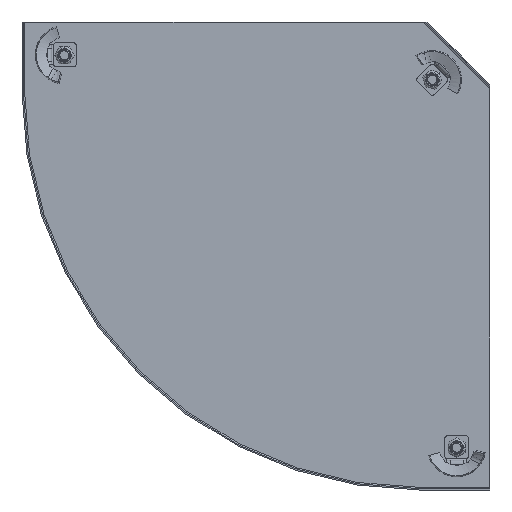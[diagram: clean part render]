
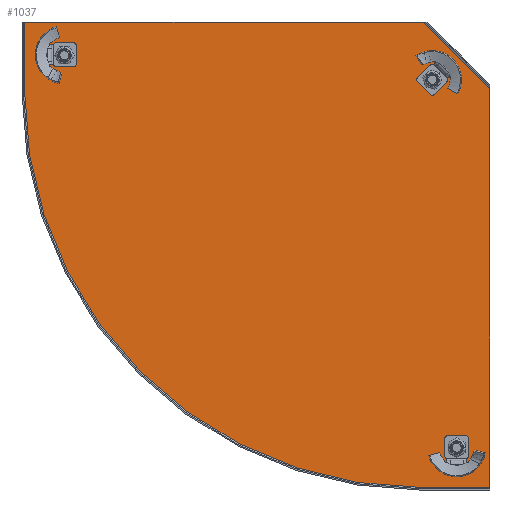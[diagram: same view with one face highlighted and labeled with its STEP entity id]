
A CAD part, front view. The second image highlights one B-rep face of the part: STEP entity #1037.
In plain terms, the highlighted planar face has unit normal (0, -1, 0).
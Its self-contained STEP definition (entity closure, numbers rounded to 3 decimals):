
#42 = EDGE_LOOP ( 'NONE', ( #4299, #6069 ) ) ;
#88 = CARTESIAN_POINT ( 'NONE',  ( 0., -1., -50. ) ) ;
#144 = CARTESIAN_POINT ( 'NONE',  ( -25., -1., -321.5 ) ) ;
#183 = DIRECTION ( 'NONE',  ( 0., 1., 0. ) ) ;
#230 = ORIENTED_EDGE ( 'NONE', *, *, #5427, .T. ) ;
#267 = PLANE ( 'NONE',  #5725 ) ;
#272 = AXIS2_PLACEMENT_3D ( 'NONE', #6550, #3012, #5932 ) ;
#273 = LINE ( 'NONE', #2167, #5476 ) ;
#305 = VERTEX_POINT ( 'NONE', #1164 ) ;
#354 = DIRECTION ( 'NONE',  ( 0., 0., -1. ) ) ;
#422 = CARTESIAN_POINT ( 'NONE',  ( -53., -1., -53. ) ) ;
#579 = CARTESIAN_POINT ( 'NONE',  ( -351.5, -1., 0. ) ) ;
#686 = EDGE_CURVE ( 'NONE', #7164, #2815, #5202, .T. ) ;
#788 = AXIS2_PLACEMENT_3D ( 'NONE', #5699, #7488, #6304 ) ;
#868 = ORIENTED_EDGE ( 'NONE', *, *, #5113, .F. ) ;
#1001 = DIRECTION ( 'NONE',  ( -1., 0., 0. ) ) ;
#1037 = ADVANCED_FACE ( 'NONE', ( #4005, #2478, #3556, #7599 ), #267, .F. ) ;
#1164 = CARTESIAN_POINT ( 'NONE',  ( 0., -1., -351.5 ) ) ;
#1165 = EDGE_CURVE ( 'NONE', #7246, #7120, #6045, .T. ) ;
#1223 = VECTOR ( 'NONE', #1869, 1000. ) ;
#1292 = CIRCLE ( 'NONE', #3297, 6.5 ) ;
#1375 = CARTESIAN_POINT ( 'NONE',  ( -321.5, -1., -25. ) ) ;
#1488 = ORIENTED_EDGE ( 'NONE', *, *, #1165, .F. ) ;
#1676 = VERTEX_POINT ( 'NONE', #6851 ) ;
#1686 = CARTESIAN_POINT ( 'NONE',  ( -25., -1., -321.5 ) ) ;
#1757 = CARTESIAN_POINT ( 'NONE',  ( -43.385, -1., -49.885 ) ) ;
#1869 = DIRECTION ( 'NONE',  ( 1., 0., 0. ) ) ;
#1916 = CARTESIAN_POINT ( 'NONE',  ( -25., -1., -315. ) ) ;
#2028 = CARTESIAN_POINT ( 'NONE',  ( -53., -1., -53. ) ) ;
#2042 = ORIENTED_EDGE ( 'NONE', *, *, #686, .T. ) ;
#2103 = VERTEX_POINT ( 'NONE', #7113 ) ;
#2123 = EDGE_CURVE ( 'NONE', #6100, #1676, #6121, .T. ) ;
#2162 = CARTESIAN_POINT ( 'NONE',  ( -25., -1., -25. ) ) ;
#2167 = CARTESIAN_POINT ( 'NONE',  ( 0., -1., -31.332 ) ) ;
#2233 = DIRECTION ( 'NONE',  ( 0., 1., 0. ) ) ;
#2280 = EDGE_CURVE ( 'NONE', #305, #5820, #7397, .T. ) ;
#2478 = FACE_BOUND ( 'NONE', #42, .T. ) ;
#2550 = CARTESIAN_POINT ( 'NONE',  ( -43.385, -1., -36.885 ) ) ;
#2555 = EDGE_LOOP ( 'NONE', ( #5727, #1488, #868, #6465, #6117, #7202 ) ) ;
#2721 = DIRECTION ( 'NONE',  ( 0., 1., 0. ) ) ;
#2786 = CARTESIAN_POINT ( 'NONE',  ( -351.5, -1., 0. ) ) ;
#2797 = VERTEX_POINT ( 'NONE', #88 ) ;
#2815 = VERTEX_POINT ( 'NONE', #1916 ) ;
#2832 = EDGE_CURVE ( 'NONE', #2797, #305, #273, .T. ) ;
#2845 = CARTESIAN_POINT ( 'NONE',  ( 0., -1., -351.5 ) ) ;
#2876 = EDGE_CURVE ( 'NONE', #1676, #6100, #6684, .T. ) ;
#2888 = DIRECTION ( 'NONE',  ( 0., 1., 0. ) ) ;
#2966 = CIRCLE ( 'NONE', #4514, 6.5 ) ;
#3012 = DIRECTION ( 'NONE',  ( 0., 1., 0. ) ) ;
#3212 = DIRECTION ( 'NONE',  ( 0., 1., 0. ) ) ;
#3250 = DIRECTION ( 'NONE',  ( 0., 0., 1. ) ) ;
#3297 = AXIS2_PLACEMENT_3D ( 'NONE', #1686, #2888, #3951 ) ;
#3451 = VECTOR ( 'NONE', #1001, 1000. ) ;
#3556 = FACE_BOUND ( 'NONE', #6321, .T. ) ;
#3864 = ORIENTED_EDGE ( 'NONE', *, *, #5414, .T. ) ;
#3886 = VERTEX_POINT ( 'NONE', #2550 ) ;
#3918 = AXIS2_PLACEMENT_3D ( 'NONE', #1375, #183, #7403 ) ;
#3951 = DIRECTION ( 'NONE',  ( 0., 0., 1. ) ) ;
#3980 = DIRECTION ( 'NONE',  ( 0., 0., 1. ) ) ;
#4005 = FACE_OUTER_BOUND ( 'NONE', #2555, .T. ) ;
#4200 = EDGE_CURVE ( 'NONE', #7120, #2797, #7200, .T. ) ;
#4299 = ORIENTED_EDGE ( 'NONE', *, *, #2123, .T. ) ;
#4514 = AXIS2_PLACEMENT_3D ( 'NONE', #5729, #2233, #6325 ) ;
#5021 = EDGE_CURVE ( 'NONE', #2815, #7164, #1292, .T. ) ;
#5113 = EDGE_CURVE ( 'NONE', #2103, #7246, #7471, .T. ) ;
#5202 = CIRCLE ( 'NONE', #7411, 6.5 ) ;
#5343 = CIRCLE ( 'NONE', #788, 6.5 ) ;
#5353 = VECTOR ( 'NONE', #3980, 1000. ) ;
#5414 = EDGE_CURVE ( 'NONE', #3886, #5815, #5343, .T. ) ;
#5427 = EDGE_CURVE ( 'NONE', #5815, #3886, #2966, .T. ) ;
#5476 = VECTOR ( 'NONE', #354, 1000. ) ;
#5513 = DIRECTION ( 'NONE',  ( 0., 0., 1. ) ) ;
#5699 = CARTESIAN_POINT ( 'NONE',  ( -43.385, -1., -43.385 ) ) ;
#5707 = DIRECTION ( 'NONE',  ( 0.707, 0., -0.707 ) ) ;
#5725 = AXIS2_PLACEMENT_3D ( 'NONE', #422, #2721, #6829 ) ;
#5727 = ORIENTED_EDGE ( 'NONE', *, *, #4200, .F. ) ;
#5729 = CARTESIAN_POINT ( 'NONE',  ( -43.385, -1., -43.385 ) ) ;
#5792 = ORIENTED_EDGE ( 'NONE', *, *, #5021, .T. ) ;
#5815 = VERTEX_POINT ( 'NONE', #1757 ) ;
#5820 = VERTEX_POINT ( 'NONE', #5873 ) ;
#5844 = CARTESIAN_POINT ( 'NONE',  ( -25., -1., -328. ) ) ;
#5873 = CARTESIAN_POINT ( 'NONE',  ( -53., -1., -351.5 ) ) ;
#5895 = CARTESIAN_POINT ( 'NONE',  ( -351.5, -1., 0. ) ) ;
#5932 = DIRECTION ( 'NONE',  ( 0., 0., 1. ) ) ;
#6045 = LINE ( 'NONE', #5895, #1223 ) ;
#6069 = ORIENTED_EDGE ( 'NONE', *, *, #2876, .T. ) ;
#6100 = VERTEX_POINT ( 'NONE', #7312 ) ;
#6117 = ORIENTED_EDGE ( 'NONE', *, *, #2280, .F. ) ;
#6121 = CIRCLE ( 'NONE', #272, 6.5 ) ;
#6173 = DIRECTION ( 'NONE',  ( 0., 1., 0. ) ) ;
#6304 = DIRECTION ( 'NONE',  ( 0., 0., 1. ) ) ;
#6321 = EDGE_LOOP ( 'NONE', ( #5792, #2042 ) ) ;
#6325 = DIRECTION ( 'NONE',  ( 0., 0., 1. ) ) ;
#6330 = CARTESIAN_POINT ( 'NONE',  ( -50., -1., 0. ) ) ;
#6438 = EDGE_LOOP ( 'NONE', ( #3864, #230 ) ) ;
#6465 = ORIENTED_EDGE ( 'NONE', *, *, #7345, .F. ) ;
#6550 = CARTESIAN_POINT ( 'NONE',  ( -321.5, -1., -25. ) ) ;
#6563 = VECTOR ( 'NONE', #5707, 1000. ) ;
#6684 = CIRCLE ( 'NONE', #3918, 6.5 ) ;
#6829 = DIRECTION ( 'NONE',  ( 0., 0., 1. ) ) ;
#6851 = CARTESIAN_POINT ( 'NONE',  ( -321.5, -1., -31.5 ) ) ;
#6895 = CIRCLE ( 'NONE', #7539, 298.5 ) ;
#7113 = CARTESIAN_POINT ( 'NONE',  ( -351.5, -1., -53. ) ) ;
#7120 = VERTEX_POINT ( 'NONE', #6330 ) ;
#7164 = VERTEX_POINT ( 'NONE', #5844 ) ;
#7200 = LINE ( 'NONE', #2162, #6563 ) ;
#7202 = ORIENTED_EDGE ( 'NONE', *, *, #2832, .F. ) ;
#7246 = VERTEX_POINT ( 'NONE', #579 ) ;
#7312 = CARTESIAN_POINT ( 'NONE',  ( -321.5, -1., -18.5 ) ) ;
#7345 = EDGE_CURVE ( 'NONE', #5820, #2103, #6895, .T. ) ;
#7397 = LINE ( 'NONE', #2845, #3451 ) ;
#7403 = DIRECTION ( 'NONE',  ( 0., 0., 1. ) ) ;
#7411 = AXIS2_PLACEMENT_3D ( 'NONE', #144, #6173, #3250 ) ;
#7471 = LINE ( 'NONE', #2786, #5353 ) ;
#7488 = DIRECTION ( 'NONE',  ( 0., 1., 0. ) ) ;
#7539 = AXIS2_PLACEMENT_3D ( 'NONE', #2028, #3212, #5513 ) ;
#7599 = FACE_BOUND ( 'NONE', #6438, .T. ) ;
